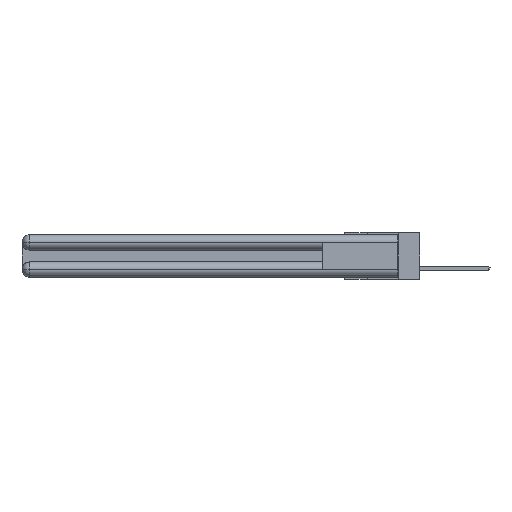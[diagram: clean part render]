
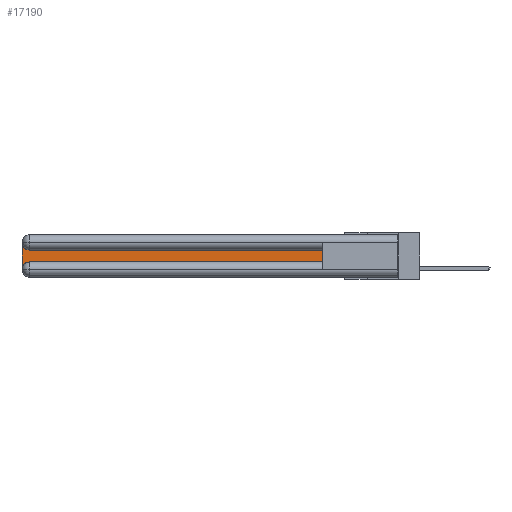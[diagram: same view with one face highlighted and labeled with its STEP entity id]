
A CAD part, left-side view. The second image highlights one B-rep face of the part: STEP entity #17190.
In plain terms, the highlighted planar face has unit normal (-1, 0, 0).
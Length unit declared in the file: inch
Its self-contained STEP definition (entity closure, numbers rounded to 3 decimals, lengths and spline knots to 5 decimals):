
#658 = EDGE_LOOP ( 'NONE', ( #25871, #27423, #8940, #23465, #2692, #23717 ) ) ;
#1663 = AXIS2_PLACEMENT_3D ( 'NONE', #20386, #8270, #25468 ) ;
#2692 = ORIENTED_EDGE ( 'NONE', *, *, #3692, .T. ) ;
#3611 = VERTEX_POINT ( 'NONE', #7189 ) ;
#3692 = EDGE_CURVE ( 'NONE', #11172, #3611, #28913, .T. ) ;
#4005 = DIRECTION ( 'NONE',  ( 0., 0., -1. ) ) ;
#4517 = VERTEX_POINT ( 'NONE', #9238 ) ;
#4579 = CARTESIAN_POINT ( 'NONE',  ( 0.075, 0.6, -0.2175 ) ) ;
#5396 = CIRCLE ( 'NONE', #23615, 0.06 ) ;
#5863 = VECTOR ( 'NONE', #8587, 39.37008 ) ;
#7189 = CARTESIAN_POINT ( 'NONE',  ( 0.075, 0.6, -0.2175 ) ) ;
#8270 = DIRECTION ( 'NONE',  ( 1., 0., 0. ) ) ;
#8587 = DIRECTION ( 'NONE',  ( 0., 1., 0. ) ) ;
#8940 = ORIENTED_EDGE ( 'NONE', *, *, #27098, .T. ) ;
#9238 = CARTESIAN_POINT ( 'NONE',  ( 0.075, 3., -0.0625 ) ) ;
#10910 = CARTESIAN_POINT ( 'NONE',  ( 0.075, 3., -0.2175 ) ) ;
#10970 = EDGE_CURVE ( 'NONE', #11765, #4517, #27574, .T. ) ;
#11172 = VERTEX_POINT ( 'NONE', #29646 ) ;
#11194 = CARTESIAN_POINT ( 'NONE',  ( 0.075, 0.6, -0.1225 ) ) ;
#11235 = VERTEX_POINT ( 'NONE', #17717 ) ;
#11765 = VERTEX_POINT ( 'NONE', #25844 ) ;
#12282 = VECTOR ( 'NONE', #4005, 39.37008 ) ;
#13957 = CARTESIAN_POINT ( 'NONE',  ( 0.075, 0.6, -0.1225 ) ) ;
#14958 = DIRECTION ( 'NONE',  ( 1., 0., 0. ) ) ;
#16950 = LINE ( 'NONE', #4579, #24184 ) ;
#17190 = ADVANCED_FACE ( 'NONE', ( #18257 ), #20584, .F. ) ;
#17717 = CARTESIAN_POINT ( 'NONE',  ( 0.075, 3., -0.2775 ) ) ;
#18257 = FACE_OUTER_BOUND ( 'NONE', #658, .T. ) ;
#19308 = EDGE_CURVE ( 'NONE', #3611, #25254, #16950, .T. ) ;
#19563 = DIRECTION ( 'NONE',  ( 0., 0., -1. ) ) ;
#20147 = VECTOR ( 'NONE', #25074, 39.37008 ) ;
#20386 = CARTESIAN_POINT ( 'NONE',  ( 0.075, 3., -0.1225 ) ) ;
#20584 = PLANE ( 'NONE',  #1663 ) ;
#21953 = DIRECTION ( 'NONE',  ( 0., 0., -1. ) ) ;
#22168 = DIRECTION ( 'NONE',  ( 1., 0., 0. ) ) ;
#22410 = CARTESIAN_POINT ( 'NONE',  ( 0.075, 0.6, -0.2175 ) ) ;
#22823 = CARTESIAN_POINT ( 'NONE',  ( 0.075, 2.94, -0.0625 ) ) ;
#23419 = EDGE_CURVE ( 'NONE', #25254, #11765, #25266, .T. ) ;
#23465 = ORIENTED_EDGE ( 'NONE', *, *, #24244, .T. ) ;
#23615 = AXIS2_PLACEMENT_3D ( 'NONE', #29211, #22168, #21953 ) ;
#23717 = ORIENTED_EDGE ( 'NONE', *, *, #19308, .T. ) ;
#23927 = DIRECTION ( 'NONE',  ( 0., 0., 1. ) ) ;
#24184 = VECTOR ( 'NONE', #23927, 39.37008 ) ;
#24244 = EDGE_CURVE ( 'NONE', #11235, #11172, #5396, .T. ) ;
#25074 = DIRECTION ( 'NONE',  ( 0., -1., 0. ) ) ;
#25254 = VERTEX_POINT ( 'NONE', #13957 ) ;
#25266 = LINE ( 'NONE', #11194, #5863 ) ;
#25279 = LINE ( 'NONE', #10910, #12282 ) ;
#25468 = DIRECTION ( 'NONE',  ( 0., 0., -1. ) ) ;
#25844 = CARTESIAN_POINT ( 'NONE',  ( 0.075, 2.94, -0.1225 ) ) ;
#25871 = ORIENTED_EDGE ( 'NONE', *, *, #23419, .T. ) ;
#26240 = AXIS2_PLACEMENT_3D ( 'NONE', #22823, #14958, #19563 ) ;
#27098 = EDGE_CURVE ( 'NONE', #4517, #11235, #25279, .T. ) ;
#27423 = ORIENTED_EDGE ( 'NONE', *, *, #10970, .T. ) ;
#27574 = CIRCLE ( 'NONE', #26240, 0.06 ) ;
#28913 = LINE ( 'NONE', #22410, #20147 ) ;
#29211 = CARTESIAN_POINT ( 'NONE',  ( 0.075, 2.94, -0.2775 ) ) ;
#29646 = CARTESIAN_POINT ( 'NONE',  ( 0.075, 2.94, -0.2175 ) ) ;
